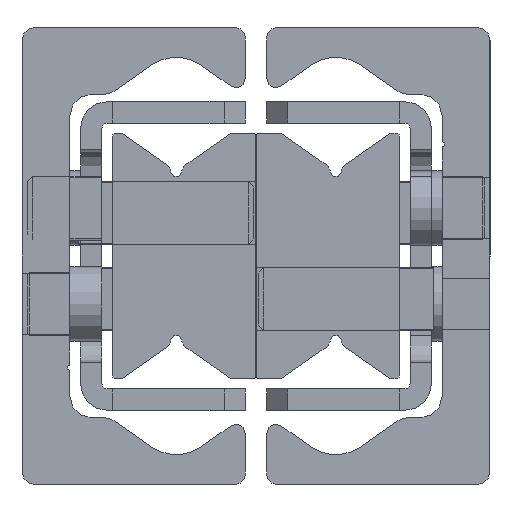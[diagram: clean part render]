
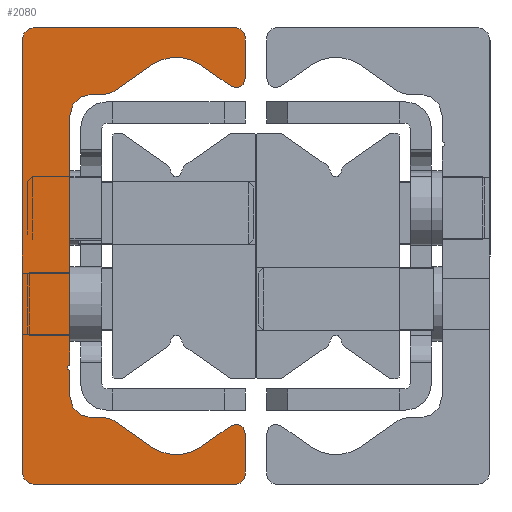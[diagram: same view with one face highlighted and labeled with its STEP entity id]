
A CAD part, left-side view. The second image highlights one B-rep face of the part: STEP entity #2080.
In plain terms, the highlighted planar face has unit normal (-1, 0, 0).
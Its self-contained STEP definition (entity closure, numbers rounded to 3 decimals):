
#1099=CARTESIAN_POINT('',(0.0,9.25,-21.5));
#1100=VERTEX_POINT('',#1099);
#1107=CARTESIAN_POINT('',(0.0,10.5,-20.25));
#1108=VERTEX_POINT('',#1107);
#1109=CARTESIAN_POINT('',(0.0,9.25,-20.25));
#1110=DIRECTION('',(1.0,0.0,0.0));
#1111=DIRECTION('',(0.0,0.0,-1.0));
#1112=AXIS2_PLACEMENT_3D('',#1109,#1110,#1111);
#1113=CIRCLE('',#1112,1.25);
#1114=EDGE_CURVE('',#1100,#1108,#1113,.T.);
#1138=CARTESIAN_POINT('',(0.0,-9.5,-21.5));
#1139=VERTEX_POINT('',#1138);
#1146=CARTESIAN_POINT('',(0.0,-9.5,-21.5));
#1147=DIRECTION('',(0.0,1.0,0.0));
#1148=VECTOR('',#1147,18.75);
#1149=LINE('',#1146,#1148);
#1150=EDGE_CURVE('',#1139,#1100,#1149,.T.);
#1170=CARTESIAN_POINT('',(0.0,-10.5,-20.5));
#1171=VERTEX_POINT('',#1170);
#1178=CARTESIAN_POINT('',(0.0,-9.5,-20.5));
#1179=DIRECTION('',(1.0,0.0,0.0));
#1180=DIRECTION('',(0.0,-1.0,0.0));
#1181=AXIS2_PLACEMENT_3D('',#1178,#1179,#1180);
#1182=CIRCLE('',#1181,1.);
#1183=EDGE_CURVE('',#1171,#1139,#1182,.T.);
#1202=CARTESIAN_POINT('',(0.0,-10.5,-16.65));
#1203=VERTEX_POINT('',#1202);
#1210=CARTESIAN_POINT('',(0.0,-10.5,-16.65));
#1211=DIRECTION('',(0.0,0.0,-1.0));
#1212=VECTOR('',#1211,3.85);
#1213=LINE('',#1210,#1212);
#1214=EDGE_CURVE('',#1203,#1171,#1213,.T.);
#1234=CARTESIAN_POINT('',(0.0,-9.162,-15.954));
#1235=VERTEX_POINT('',#1234);
#1242=CARTESIAN_POINT('',(0.0,-9.65,-16.65));
#1243=DIRECTION('',(1.0,0.0,0.0));
#1244=DIRECTION('',(0.0,0.574,0.819));
#1245=AXIS2_PLACEMENT_3D('',#1242,#1243,#1244);
#1246=CIRCLE('',#1245,0.85);
#1247=EDGE_CURVE('',#1235,#1203,#1246,.T.);
#1266=CARTESIAN_POINT('',(0.0,-6.294,-17.962));
#1267=VERTEX_POINT('',#1266);
#1274=CARTESIAN_POINT('',(0.0,-6.294,-17.962));
#1275=DIRECTION('',(0.0,-0.819,0.574));
#1276=VECTOR('',#1275,3.501);
#1277=LINE('',#1274,#1276);
#1278=EDGE_CURVE('',#1267,#1235,#1277,.T.);
#1298=CARTESIAN_POINT('',(0.0,-1.706,-17.962));
#1299=VERTEX_POINT('',#1298);
#1306=CARTESIAN_POINT('',(0.0,-4.0,-14.685));
#1307=DIRECTION('',(-1.0,0.0,0.0));
#1308=DIRECTION('',(0.0,0.574,0.819));
#1309=AXIS2_PLACEMENT_3D('',#1306,#1307,#1308);
#1310=CIRCLE('',#1309,4.0);
#1311=EDGE_CURVE('',#1299,#1267,#1310,.T.);
#1330=CARTESIAN_POINT('',(0.0,1.722,-15.562));
#1331=VERTEX_POINT('',#1330);
#1338=CARTESIAN_POINT('',(0.0,1.722,-15.562));
#1339=DIRECTION('',(0.0,-0.819,-0.574));
#1340=VECTOR('',#1339,4.185);
#1341=LINE('',#1338,#1340);
#1342=EDGE_CURVE('',#1331,#1299,#1341,.T.);
#1362=CARTESIAN_POINT('',(0.0,2.869,-15.2));
#1363=VERTEX_POINT('',#1362);
#1370=CARTESIAN_POINT('',(0.0,2.869,-17.2));
#1371=DIRECTION('',(1.0,0.0,0.0));
#1372=DIRECTION('',(0.0,0.0,1.0));
#1373=AXIS2_PLACEMENT_3D('',#1370,#1371,#1372);
#1374=CIRCLE('',#1373,2.0);
#1375=EDGE_CURVE('',#1363,#1331,#1374,.T.);
#1394=CARTESIAN_POINT('',(0.0,4.,-15.2));
#1395=VERTEX_POINT('',#1394);
#1402=CARTESIAN_POINT('',(0.0,4.,-15.2));
#1403=DIRECTION('',(0.0,-1.0,0.0));
#1404=VECTOR('',#1403,1.131);
#1405=LINE('',#1402,#1404);
#1406=EDGE_CURVE('',#1395,#1363,#1405,.T.);
#1426=CARTESIAN_POINT('',(0.0,6.,-13.2));
#1427=VERTEX_POINT('',#1426);
#1434=CARTESIAN_POINT('',(0.0,4.,-13.2));
#1435=DIRECTION('',(-1.0,0.0,0.0));
#1436=DIRECTION('',(0.0,0.0,1.0));
#1437=AXIS2_PLACEMENT_3D('',#1434,#1435,#1436);
#1438=CIRCLE('',#1437,2.0);
#1439=EDGE_CURVE('',#1427,#1395,#1438,.T.);
#1458=CARTESIAN_POINT('',(0.0,6.,-10.75));
#1459=VERTEX_POINT('',#1458);
#1466=CARTESIAN_POINT('',(0.0,6.,-10.75));
#1467=DIRECTION('',(0.0,0.0,-1.0));
#1468=VECTOR('',#1467,2.45);
#1469=LINE('',#1466,#1468);
#1470=EDGE_CURVE('',#1459,#1427,#1469,.T.);
#1490=CARTESIAN_POINT('',(0.0,6.,-10.25));
#1491=VERTEX_POINT('',#1490);
#1498=CARTESIAN_POINT('',(0.0,6.,-10.5));
#1499=DIRECTION('',(-1.0,0.0,0.0));
#1500=DIRECTION('',(0.0,0.0,1.0));
#1501=AXIS2_PLACEMENT_3D('',#1498,#1499,#1500);
#1502=CIRCLE('',#1501,0.25);
#1503=EDGE_CURVE('',#1491,#1459,#1502,.T.);
#1522=CARTESIAN_POINT('',(0.0,6.,13.2));
#1523=VERTEX_POINT('',#1522);
#1530=CARTESIAN_POINT('',(0.0,6.,13.2));
#1531=DIRECTION('',(0.0,0.0,-1.0));
#1532=VECTOR('',#1531,23.45);
#1533=LINE('',#1530,#1532);
#1534=EDGE_CURVE('',#1523,#1491,#1533,.T.);
#1620=CARTESIAN_POINT('',(0.0,4.,15.2));
#1621=VERTEX_POINT('',#1620);
#1628=CARTESIAN_POINT('',(0.0,4.,13.2));
#1629=DIRECTION('',(-1.0,0.0,0.0));
#1630=DIRECTION('',(0.0,-1.0,0.0));
#1631=AXIS2_PLACEMENT_3D('',#1628,#1629,#1630);
#1632=CIRCLE('',#1631,2.0);
#1633=EDGE_CURVE('',#1621,#1523,#1632,.T.);
#1652=CARTESIAN_POINT('',(0.0,2.869,15.2));
#1653=VERTEX_POINT('',#1652);
#1660=CARTESIAN_POINT('',(0.0,2.869,15.2));
#1661=DIRECTION('',(0.0,1.0,0.0));
#1662=VECTOR('',#1661,1.131);
#1663=LINE('',#1660,#1662);
#1664=EDGE_CURVE('',#1653,#1621,#1663,.T.);
#1684=CARTESIAN_POINT('',(0.0,1.722,15.562));
#1685=VERTEX_POINT('',#1684);
#1692=CARTESIAN_POINT('',(0.0,2.869,17.2));
#1693=DIRECTION('',(1.0,0.0,0.0));
#1694=DIRECTION('',(0.0,-0.574,-0.819));
#1695=AXIS2_PLACEMENT_3D('',#1692,#1693,#1694);
#1696=CIRCLE('',#1695,2.0);
#1697=EDGE_CURVE('',#1685,#1653,#1696,.T.);
#1716=CARTESIAN_POINT('',(0.0,-1.706,17.962));
#1717=VERTEX_POINT('',#1716);
#1724=CARTESIAN_POINT('',(0.0,-1.706,17.962));
#1725=DIRECTION('',(0.0,0.819,-0.574));
#1726=VECTOR('',#1725,4.185);
#1727=LINE('',#1724,#1726);
#1728=EDGE_CURVE('',#1717,#1685,#1727,.T.);
#1748=CARTESIAN_POINT('',(0.0,-6.294,17.962));
#1749=VERTEX_POINT('',#1748);
#1756=CARTESIAN_POINT('',(0.0,-4.0,14.685));
#1757=DIRECTION('',(-1.0,0.0,0.0));
#1758=DIRECTION('',(0.0,-0.574,-0.819));
#1759=AXIS2_PLACEMENT_3D('',#1756,#1757,#1758);
#1760=CIRCLE('',#1759,4.0);
#1761=EDGE_CURVE('',#1749,#1717,#1760,.T.);
#1780=CARTESIAN_POINT('',(0.0,-9.162,15.954));
#1781=VERTEX_POINT('',#1780);
#1788=CARTESIAN_POINT('',(0.0,-9.162,15.954));
#1789=DIRECTION('',(0.0,0.819,0.574));
#1790=VECTOR('',#1789,3.501);
#1791=LINE('',#1788,#1790);
#1792=EDGE_CURVE('',#1781,#1749,#1791,.T.);
#1812=CARTESIAN_POINT('',(0.0,-10.5,16.65));
#1813=VERTEX_POINT('',#1812);
#1820=CARTESIAN_POINT('',(0.0,-9.65,16.65));
#1821=DIRECTION('',(1.0,0.0,0.0));
#1822=DIRECTION('',(0.0,-1.0,0.0));
#1823=AXIS2_PLACEMENT_3D('',#1820,#1821,#1822);
#1824=CIRCLE('',#1823,0.85);
#1825=EDGE_CURVE('',#1813,#1781,#1824,.T.);
#1844=CARTESIAN_POINT('',(0.0,-10.5,20.5));
#1845=VERTEX_POINT('',#1844);
#1852=CARTESIAN_POINT('',(0.0,-10.5,20.5));
#1853=DIRECTION('',(0.0,0.0,-1.0));
#1854=VECTOR('',#1853,3.85);
#1855=LINE('',#1852,#1854);
#1856=EDGE_CURVE('',#1845,#1813,#1855,.T.);
#1876=CARTESIAN_POINT('',(0.0,-9.5,21.5));
#1877=VERTEX_POINT('',#1876);
#1884=CARTESIAN_POINT('',(0.0,-9.5,20.5));
#1885=DIRECTION('',(1.0,0.0,0.0));
#1886=DIRECTION('',(0.0,0.0,1.0));
#1887=AXIS2_PLACEMENT_3D('',#1884,#1885,#1886);
#1888=CIRCLE('',#1887,1.);
#1889=EDGE_CURVE('',#1877,#1845,#1888,.T.);
#1908=CARTESIAN_POINT('',(0.0,9.25,21.5));
#1909=VERTEX_POINT('',#1908);
#1916=CARTESIAN_POINT('',(0.0,9.25,21.5));
#1917=DIRECTION('',(0.0,-1.0,0.0));
#1918=VECTOR('',#1917,18.75);
#1919=LINE('',#1916,#1918);
#1920=EDGE_CURVE('',#1909,#1877,#1919,.T.);
#1940=CARTESIAN_POINT('',(0.0,10.5,20.25));
#1941=VERTEX_POINT('',#1940);
#1948=CARTESIAN_POINT('',(0.0,9.25,20.25));
#1949=DIRECTION('',(1.0,0.0,0.0));
#1950=DIRECTION('',(0.0,1.0,0.0));
#1951=AXIS2_PLACEMENT_3D('',#1948,#1949,#1950);
#1952=CIRCLE('',#1951,1.25);
#1953=EDGE_CURVE('',#1941,#1909,#1952,.T.);
#1971=CARTESIAN_POINT('',(0.0,10.5,-20.25));
#1972=DIRECTION('',(0.0,0.0,1.0));
#1973=VECTOR('',#1972,40.5);
#1974=LINE('',#1971,#1973);
#1975=EDGE_CURVE('',#1108,#1941,#1974,.T.);
#2047=CARTESIAN_POINT('',(0.0,2.66,-0.019));
#2048=DIRECTION('',(1.0,0.0,0.0));
#2049=DIRECTION('',(0.0,0.0,-1.0));
#2050=AXIS2_PLACEMENT_3D('',#2047,#2048,#2049);
#2051=PLANE('',#2050);
#2052=ORIENTED_EDGE('',*,*,#1975,.F.);
#2053=ORIENTED_EDGE('',*,*,#1114,.F.);
#2054=ORIENTED_EDGE('',*,*,#1150,.F.);
#2055=ORIENTED_EDGE('',*,*,#1183,.F.);
#2056=ORIENTED_EDGE('',*,*,#1214,.F.);
#2057=ORIENTED_EDGE('',*,*,#1247,.F.);
#2058=ORIENTED_EDGE('',*,*,#1278,.F.);
#2059=ORIENTED_EDGE('',*,*,#1311,.F.);
#2060=ORIENTED_EDGE('',*,*,#1342,.F.);
#2061=ORIENTED_EDGE('',*,*,#1375,.F.);
#2062=ORIENTED_EDGE('',*,*,#1406,.F.);
#2063=ORIENTED_EDGE('',*,*,#1439,.F.);
#2064=ORIENTED_EDGE('',*,*,#1470,.F.);
#2065=ORIENTED_EDGE('',*,*,#1503,.F.);
#2066=ORIENTED_EDGE('',*,*,#1534,.F.);
#2067=ORIENTED_EDGE('',*,*,#1633,.F.);
#2068=ORIENTED_EDGE('',*,*,#1664,.F.);
#2069=ORIENTED_EDGE('',*,*,#1697,.F.);
#2070=ORIENTED_EDGE('',*,*,#1728,.F.);
#2071=ORIENTED_EDGE('',*,*,#1761,.F.);
#2072=ORIENTED_EDGE('',*,*,#1792,.F.);
#2073=ORIENTED_EDGE('',*,*,#1825,.F.);
#2074=ORIENTED_EDGE('',*,*,#1856,.F.);
#2075=ORIENTED_EDGE('',*,*,#1889,.F.);
#2076=ORIENTED_EDGE('',*,*,#1920,.F.);
#2077=ORIENTED_EDGE('',*,*,#1953,.F.);
#2078=EDGE_LOOP('',(#2052,#2053,#2054,#2055,#2056,#2057,#2058,#2059,#2060,#2061,#2062,#2063,#2064,#2065,#2066,#2067,#2068,#2069,#2070,#2071,#2072,#2073,#2074,#2075,#2076,#2077));
#2079=FACE_OUTER_BOUND('',#2078,.T.);
#2080=ADVANCED_FACE('',(#2079),#2051,.F.);
